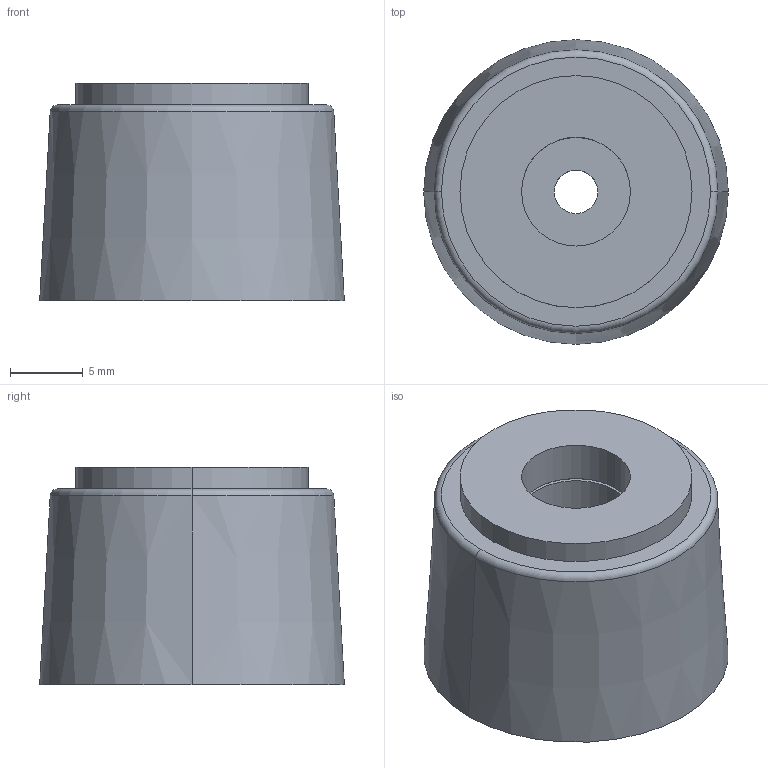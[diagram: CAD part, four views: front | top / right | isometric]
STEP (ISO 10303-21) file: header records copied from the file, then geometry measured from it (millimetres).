
FILE_DESCRIPTION (( 'STEP AP214' ), '1' );
FILE_NAME ('TM_201_4.STEP', '2015-05-22T02:40:43', ( '' ), ( '' ), 'SwSTEP 2.0', 'SolidWorks 2015', '' );
FILE_SCHEMA (( 'AUTOMOTIVE_DESIGN' ));
Length unit declared in the file: millimetre
Products named in the file (4): TM_201_4; coat; cushion; foot
Assembly tree (3 placements, depth 2):
  TM_201_4
    foot
    cushion
    coat
Bounding box: 21 x 21 x 15 mm (x, y, z)
Volume: 3268.4 mm3; surface area: 3519.8 mm2
Topology: 3 solids, 3 shells, 55 faces, 136 edges, 90 vertices
Faces by surface type: plane 29, cylinder 20, cone 4, torus 2
Entity records: 1860 total; most frequent: CARTESIAN_POINT 335, DIRECTION 318, ORIENTED_EDGE 272, EDGE_CURVE 136, AXIS2_PLACEMENT_3D 129, VERTEX_POINT 90, CIRCLE 68, EDGE_LOOP 64
